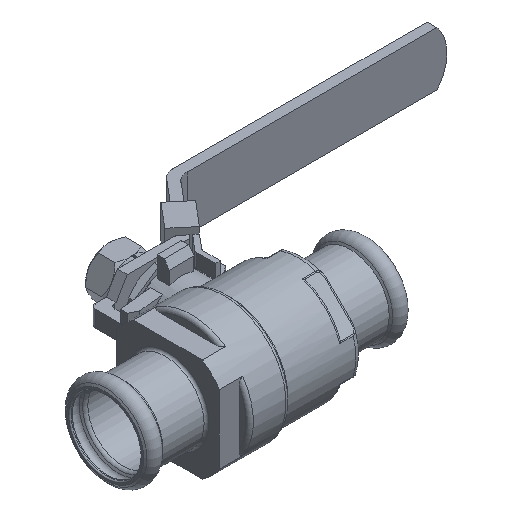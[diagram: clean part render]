
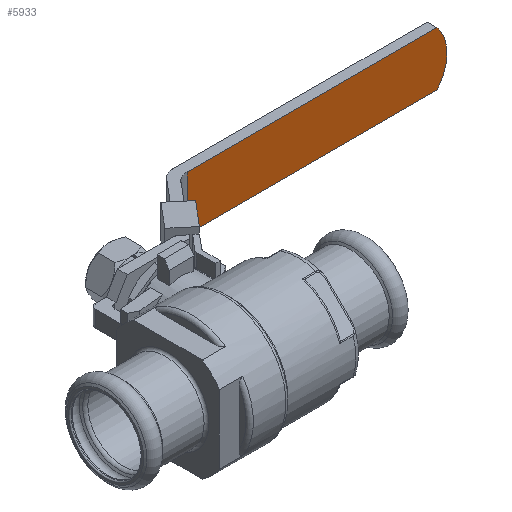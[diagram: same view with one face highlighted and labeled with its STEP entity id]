
A CAD part, isometric view. The second image highlights one B-rep face of the part: STEP entity #5933.
In plain terms, the highlighted planar face has unit normal (0, -1, 0).
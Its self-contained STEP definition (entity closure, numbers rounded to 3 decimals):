
#637=CIRCLE('',#6325,17.);
#1390=ORIENTED_EDGE('',*,*,#2856,.F.);
#1391=ORIENTED_EDGE('',*,*,#2848,.F.);
#1392=ORIENTED_EDGE('',*,*,#2919,.T.);
#1393=ORIENTED_EDGE('',*,*,#2839,.T.);
#2839=EDGE_CURVE('',#3677,#3676,#4224,.T.);
#2848=EDGE_CURVE('',#3683,#3684,#4231,.T.);
#2856=EDGE_CURVE('',#3684,#3676,#637,.T.);
#2919=EDGE_CURVE('',#3683,#3677,#4279,.T.);
#3676=VERTEX_POINT('',#9603);
#3677=VERTEX_POINT('',#9605);
#3683=VERTEX_POINT('',#9621);
#3684=VERTEX_POINT('',#9623);
#4224=LINE('',#9604,#4634);
#4231=LINE('',#9622,#4641);
#4279=LINE('',#9790,#4689);
#4634=VECTOR('',#7083,1000.);
#4641=VECTOR('',#7098,1000.);
#4689=VECTOR('',#7210,1000.);
#5063=EDGE_LOOP('',(#1390,#1391,#1392,#1393));
#5452=FACE_BOUND('',#5063,.T.);
#5745=PLANE('',#6360);
#5933=ADVANCED_FACE('',(#5452),#5745,.F.);
#6325=AXIS2_PLACEMENT_3D('',#9638,#7111,#7112);
#6360=AXIS2_PLACEMENT_3D('',#9798,#7224,#7225);
#7083=DIRECTION('',(1.,0.,0.));
#7098=DIRECTION('',(1.,0.,0.));
#7111=DIRECTION('',(0.,1.,0.));
#7112=DIRECTION('',(-1.,0.,0.));
#7210=DIRECTION('',(0.,0.,-1.));
#7224=DIRECTION('',(0.,1.,0.));
#7225=DIRECTION('',(-1.,0.,0.));
#9603=CARTESIAN_POINT('',(140.861,65.3,-11.));
#9604=CARTESIAN_POINT('',(39.201,65.3,-11.));
#9605=CARTESIAN_POINT('',(39.201,65.3,-11.));
#9621=CARTESIAN_POINT('',(39.201,65.3,11.));
#9622=CARTESIAN_POINT('',(39.201,65.3,11.));
#9623=CARTESIAN_POINT('',(140.861,65.3,11.));
#9638=CARTESIAN_POINT('',(127.9,65.3,0.));
#9790=CARTESIAN_POINT('',(39.201,65.3,11.));
#9798=CARTESIAN_POINT('',(39.201,65.3,11.));
